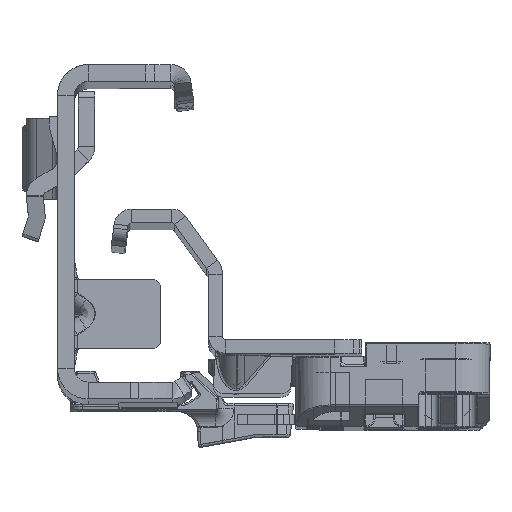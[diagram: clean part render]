
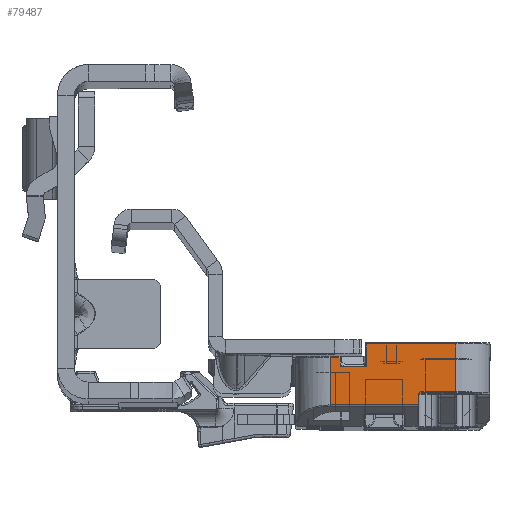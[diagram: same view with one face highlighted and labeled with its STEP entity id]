
A CAD part, top view. The second image highlights one B-rep face of the part: STEP entity #79487.
In plain terms, the highlighted face is planar.
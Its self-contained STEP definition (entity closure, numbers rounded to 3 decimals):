
#36 = EDGE_CURVE ( 'NONE', #26398, #76915, #33580, .T. ) ;
#111 = CARTESIAN_POINT ( 'NONE',  ( -8.3, -5., -284.5 ) ) ;
#1222 = CIRCLE ( 'NONE', #99959, 0.2 ) ;
#2517 = ORIENTED_EDGE ( 'NONE', *, *, #108194, .T. ) ;
#2927 = VERTEX_POINT ( 'NONE', #5163 ) ;
#3304 = CARTESIAN_POINT ( 'NONE',  ( -8.3, 0., -284.5 ) ) ;
#5163 = CARTESIAN_POINT ( 'NONE',  ( -0.75, -1.15, -284.5 ) ) ;
#11525 = DIRECTION ( 'NONE',  ( 0., 1., 0. ) ) ;
#13184 = VECTOR ( 'NONE', #65541, 1000. ) ;
#13313 = ORIENTED_EDGE ( 'NONE', *, *, #118951, .T. ) ;
#13520 = ORIENTED_EDGE ( 'NONE', *, *, #100468, .T. ) ;
#14154 = ORIENTED_EDGE ( 'NONE', *, *, #126205, .F. ) ;
#16521 = VECTOR ( 'NONE', #25286, 1000. ) ;
#18251 = CARTESIAN_POINT ( 'NONE',  ( -8.5, -5., -284.5 ) ) ;
#20208 = EDGE_CURVE ( 'NONE', #119867, #95323, #78511, .T. ) ;
#22842 = DIRECTION ( 'NONE',  ( 1., 0., 0. ) ) ;
#22858 = CARTESIAN_POINT ( 'NONE',  ( -8.3, -6.71, -284.5 ) ) ;
#23228 = FACE_OUTER_BOUND ( 'NONE', #89361, .T. ) ;
#25286 = DIRECTION ( 'NONE',  ( 0., 1., 0. ) ) ;
#26398 = VERTEX_POINT ( 'NONE', #60685 ) ;
#28358 = ORIENTED_EDGE ( 'NONE', *, *, #36, .F. ) ;
#29939 = DIRECTION ( 'NONE',  ( 0., 0., 1. ) ) ;
#30048 = DIRECTION ( 'NONE',  ( 1., 0., 0. ) ) ;
#30298 = VERTEX_POINT ( 'NONE', #18251 ) ;
#32503 = CARTESIAN_POINT ( 'NONE',  ( -8.273, -6.785, -284.5 ) ) ;
#33580 = LINE ( 'NONE', #3304, #84466 ) ;
#34784 = PLANE ( 'NONE',  #99002 ) ;
#39821 = DIRECTION ( 'NONE',  ( 1., 0., 0. ) ) ;
#42348 = CARTESIAN_POINT ( 'NONE',  ( 3.15, -1.15, -284.5 ) ) ;
#44062 = CARTESIAN_POINT ( 'NONE',  ( -8.3, -6.669, -284.5 ) ) ;
#45395 = EDGE_CURVE ( 'NONE', #77398, #122799, #88712, .T. ) ;
#45524 = VERTEX_POINT ( 'NONE', #91234 ) ;
#45892 = DIRECTION ( 'NONE',  ( 0., 1., 0. ) ) ;
#47141 = VECTOR ( 'NONE', #95533, 1000. ) ;
#48935 = CARTESIAN_POINT ( 'NONE',  ( -8.3, -6.669, -284.5 ) ) ;
#49431 = CARTESIAN_POINT ( 'NONE',  ( 4.6, -6.785, -284.5 ) ) ;
#50013 = LINE ( 'NONE', #88691, #54205 ) ;
#52314 = EDGE_CURVE ( 'NONE', #26398, #30298, #1222, .T. ) ;
#53406 = CARTESIAN_POINT ( 'NONE',  ( 3.15, 0.1, -284.5 ) ) ;
#53650 = VECTOR ( 'NONE', #71609, 1000. ) ;
#54205 = VECTOR ( 'NONE', #30048, 1000. ) ;
#54302 = LINE ( 'NONE', #83930, #16521 ) ;
#59146 = CARTESIAN_POINT ( 'NONE',  ( -8.273, -6.785, -284.5 ) ) ;
#60685 = CARTESIAN_POINT ( 'NONE',  ( -8.3, -5.2, -284.5 ) ) ;
#61979 = DIRECTION ( 'NONE',  ( 0., -1., 0. ) ) ;
#62531 = DIRECTION ( 'NONE',  ( 0., 0., 1. ) ) ;
#63463 = CARTESIAN_POINT ( 'NONE',  ( -0.7, 2.1, -284.5 ) ) ;
#64385 = VERTEX_POINT ( 'NONE', #112709 ) ;
#64669 = VECTOR ( 'NONE', #45892, 1000. ) ;
#65541 = DIRECTION ( 'NONE',  ( 0., -1., 0. ) ) ;
#66514 = LINE ( 'NONE', #67157, #64669 ) ;
#67157 = CARTESIAN_POINT ( 'NONE',  ( -13.7, 2., -284.5 ) ) ;
#68166 = VERTEX_POINT ( 'NONE', #113236 ) ;
#70756 = EDGE_CURVE ( 'NONE', #123482, #119867, #72089, .T. ) ;
#71609 = DIRECTION ( 'NONE',  ( 1., 0., 0. ) ) ;
#72089 = LINE ( 'NONE', #53406, #94799 ) ;
#73966 = ORIENTED_EDGE ( 'NONE', *, *, #45395, .T. ) ;
#76915 = VERTEX_POINT ( 'NONE', #48935 ) ;
#77398 = VERTEX_POINT ( 'NONE', #49431 ) ;
#78168 = VECTOR ( 'NONE', #39821, 1000. ) ;
#78511 = LINE ( 'NONE', #108051, #78168 ) ;
#79487 = ADVANCED_FACE ( 'NONE', ( #23228 ), #34784, .F. ) ;
#79850 = EDGE_CURVE ( 'NONE', #45524, #68166, #66514, .T. ) ;
#81221 = DIRECTION ( 'NONE',  ( 1., 0., 0. ) ) ;
#83930 = CARTESIAN_POINT ( 'NONE',  ( 4.6, -242.444, -284.5 ) ) ;
#84466 = VECTOR ( 'NONE', #61979, 1000. ) ;
#85524 = EDGE_CURVE ( 'NONE', #2927, #123482, #50013, .T. ) ;
#88691 = CARTESIAN_POINT ( 'NONE',  ( 19.8, -1.15, -284.5 ) ) ;
#88712 = LINE ( 'NONE', #118904, #89951 ) ;
#89361 = EDGE_LOOP ( 'NONE', ( #119216, #127440, #97797, #107215, #73966, #13313, #28358, #114352, #14154, #99730, #13520, #2517 ) ) ;
#89951 = VECTOR ( 'NONE', #117650, 1000. ) ;
#91234 = CARTESIAN_POINT ( 'NONE',  ( -13.7, -5., -284.5 ) ) ;
#94799 = VECTOR ( 'NONE', #11525, 1000. ) ;
#95323 = VERTEX_POINT ( 'NONE', #123131 ) ;
#95533 = DIRECTION ( 'NONE',  ( 1., 0., 0. ) ) ;
#95685 = CARTESIAN_POINT ( 'NONE',  ( 3.15, 0.1, -284.5 ) ) ;
#96354 = CARTESIAN_POINT ( 'NONE',  ( -0.75, -0.9, -284.5 ) ) ;
#96372 = EDGE_CURVE ( 'NONE', #77398, #95323, #54302, .T. ) ;
#97797 = ORIENTED_EDGE ( 'NONE', *, *, #20208, .T. ) ;
#99002 = AXIS2_PLACEMENT_3D ( 'NONE', #101124, #62531, #81221 ) ;
#99730 = ORIENTED_EDGE ( 'NONE', *, *, #79850, .T. ) ;
#99959 = AXIS2_PLACEMENT_3D ( 'NONE', #111021, #29939, #22842 ) ;
#100468 = EDGE_CURVE ( 'NONE', #68166, #64385, #114217, .T. ) ;
#101124 = CARTESIAN_POINT ( 'NONE',  ( 19.8, 2.6, -284.5 ) ) ;
#105996 = LINE ( 'NONE', #96354, #13184 ) ;
#107215 = ORIENTED_EDGE ( 'NONE', *, *, #96372, .F. ) ;
#108051 = CARTESIAN_POINT ( 'NONE',  ( 4.6, 0.1, -284.5 ) ) ;
#108194 = EDGE_CURVE ( 'NONE', #64385, #2927, #105996, .T. ) ;
#110389 = CARTESIAN_POINT ( 'NONE',  ( -8.291, -6.749, -284.5 ) ) ;
#111021 = CARTESIAN_POINT ( 'NONE',  ( -8.5, -5.2, -284.5 ) ) ;
#112709 = CARTESIAN_POINT ( 'NONE',  ( -0.75, 2.1, -284.5 ) ) ;
#113236 = CARTESIAN_POINT ( 'NONE',  ( -13.7, 2.1, -284.5 ) ) ;
#114217 = LINE ( 'NONE', #63463, #47141 ) ;
#114352 = ORIENTED_EDGE ( 'NONE', *, *, #52314, .T. ) ;
#116144 =( BOUNDED_CURVE ( )  B_SPLINE_CURVE ( 3, ( #32503, #110389, #22858, #44062 ),
 .UNSPECIFIED., .F., .F. ) 
 B_SPLINE_CURVE_WITH_KNOTS ( ( 4, 4 ),
 ( 1.047, 1.571 ),
 .UNSPECIFIED. ) 
 CURVE ( )  GEOMETRIC_REPRESENTATION_ITEM ( )  RATIONAL_B_SPLINE_CURVE ( ( 1., 0.977, 0.977, 1. ) ) 
 REPRESENTATION_ITEM ( '' )  );
#117650 = DIRECTION ( 'NONE',  ( -1., 0., 0. ) ) ;
#118904 = CARTESIAN_POINT ( 'NONE',  ( -8.3, -6.785, -284.5 ) ) ;
#118951 = EDGE_CURVE ( 'NONE', #122799, #76915, #116144, .T. ) ;
#119216 = ORIENTED_EDGE ( 'NONE', *, *, #85524, .T. ) ;
#119236 = LINE ( 'NONE', #111, #53650 ) ;
#119867 = VERTEX_POINT ( 'NONE', #95685 ) ;
#122799 = VERTEX_POINT ( 'NONE', #59146 ) ;
#123131 = CARTESIAN_POINT ( 'NONE',  ( 4.6, 0.1, -284.5 ) ) ;
#123482 = VERTEX_POINT ( 'NONE', #42348 ) ;
#126205 = EDGE_CURVE ( 'NONE', #45524, #30298, #119236, .T. ) ;
#127440 = ORIENTED_EDGE ( 'NONE', *, *, #70756, .T. ) ;
